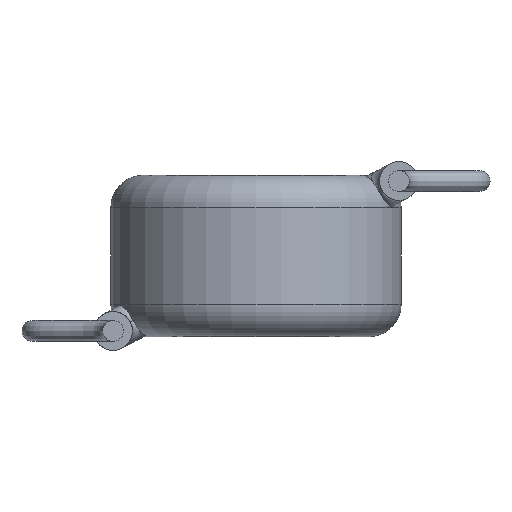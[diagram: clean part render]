
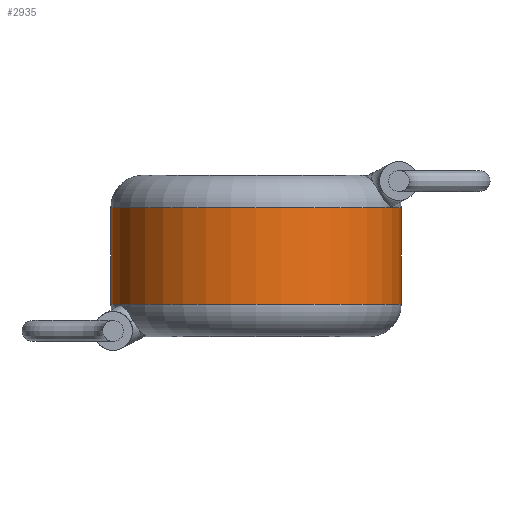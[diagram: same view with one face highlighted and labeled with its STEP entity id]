
A CAD part, front view. The second image highlights one B-rep face of the part: STEP entity #2935.
In plain terms, the highlighted cylindrical face has radius 4.5 mm (diameter 9 mm), a partial arc.
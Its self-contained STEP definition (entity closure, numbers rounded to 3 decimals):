
#72 = CARTESIAN_POINT ( 'NONE',  ( -4.5, 0., 5. ) ) ;
#123 = DIRECTION ( 'NONE',  ( 0., 0., 1. ) ) ;
#327 = DIRECTION ( 'NONE',  ( 1., 0., 0. ) ) ;
#484 = DIRECTION ( 'NONE',  ( -1., 0., 0. ) ) ;
#573 = CIRCLE ( 'NONE', #1478, 4.5 ) ;
#715 = CARTESIAN_POINT ( 'NONE',  ( 4.5, 0., 5. ) ) ;
#823 = CARTESIAN_POINT ( 'NONE',  ( 0., 0., 5. ) ) ;
#845 = CARTESIAN_POINT ( 'NONE',  ( -4.5, 0., 4. ) ) ;
#858 = CARTESIAN_POINT ( 'NONE',  ( -4.5, 0., 1. ) ) ;
#879 = AXIS2_PLACEMENT_3D ( 'NONE', #4149, #123, #2542 ) ;
#919 = LINE ( 'NONE', #72, #2599 ) ;
#1164 = CARTESIAN_POINT ( 'NONE',  ( 4.5, 0., 4. ) ) ;
#1478 = AXIS2_PLACEMENT_3D ( 'NONE', #3666, #2713, #327 ) ;
#1579 = CARTESIAN_POINT ( 'NONE',  ( 4.5, 0., 1. ) ) ;
#1654 = CIRCLE ( 'NONE', #879, 4.5 ) ;
#1837 = ORIENTED_EDGE ( 'NONE', *, *, #2744, .T. ) ;
#2087 = DIRECTION ( 'NONE',  ( 0., 0., -1. ) ) ;
#2380 = LINE ( 'NONE', #715, #4160 ) ;
#2439 = ORIENTED_EDGE ( 'NONE', *, *, #4034, .T. ) ;
#2482 = AXIS2_PLACEMENT_3D ( 'NONE', #823, #3226, #484 ) ;
#2542 = DIRECTION ( 'NONE',  ( 1., 0., 0. ) ) ;
#2548 = VERTEX_POINT ( 'NONE', #858 ) ;
#2599 = VECTOR ( 'NONE', #2087, 1000. ) ;
#2713 = DIRECTION ( 'NONE',  ( 0., 0., -1. ) ) ;
#2744 = EDGE_CURVE ( 'NONE', #3154, #2548, #919, .T. ) ;
#2881 = EDGE_CURVE ( 'NONE', #4119, #3745, #2380, .T. ) ;
#2935 = ADVANCED_FACE ( 'NONE', ( #3481 ), #3697, .T. ) ;
#3154 = VERTEX_POINT ( 'NONE', #845 ) ;
#3164 = DIRECTION ( 'NONE',  ( 0., 0., -1. ) ) ;
#3226 = DIRECTION ( 'NONE',  ( 0., 0., -1. ) ) ;
#3481 = FACE_OUTER_BOUND ( 'NONE', #3642, .T. ) ;
#3642 = EDGE_LOOP ( 'NONE', ( #4029, #3682, #1837, #2439 ) ) ;
#3666 = CARTESIAN_POINT ( 'NONE',  ( 0., 0., 4. ) ) ;
#3682 = ORIENTED_EDGE ( 'NONE', *, *, #4231, .T. ) ;
#3697 = CYLINDRICAL_SURFACE ( 'NONE', #2482, 4.5 ) ;
#3745 = VERTEX_POINT ( 'NONE', #1579 ) ;
#4029 = ORIENTED_EDGE ( 'NONE', *, *, #2881, .F. ) ;
#4034 = EDGE_CURVE ( 'NONE', #2548, #3745, #1654, .T. ) ;
#4119 = VERTEX_POINT ( 'NONE', #1164 ) ;
#4149 = CARTESIAN_POINT ( 'NONE',  ( 0., 0., 1. ) ) ;
#4160 = VECTOR ( 'NONE', #3164, 1000. ) ;
#4231 = EDGE_CURVE ( 'NONE', #4119, #3154, #573, .T. ) ;
